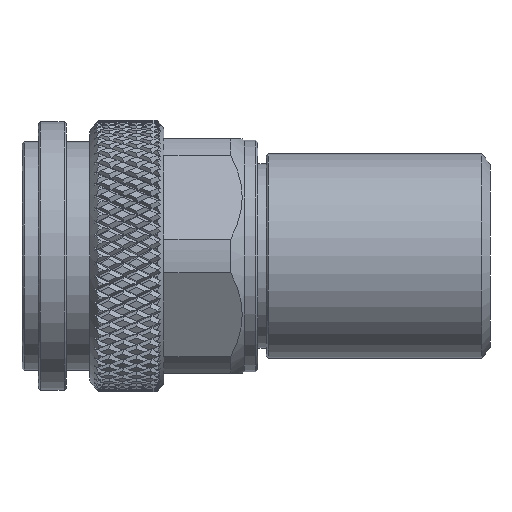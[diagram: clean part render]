
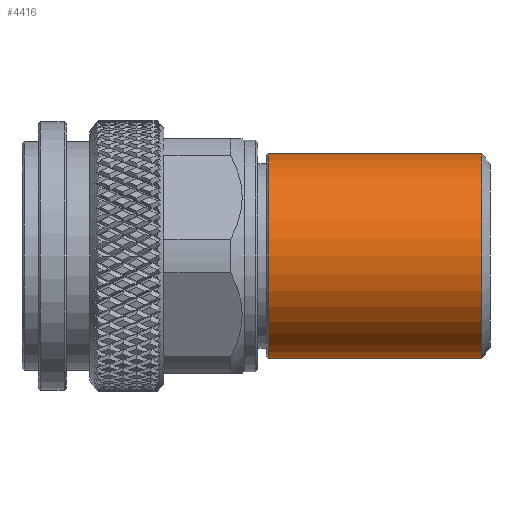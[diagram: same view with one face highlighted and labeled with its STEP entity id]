
A CAD part, front view. The second image highlights one B-rep face of the part: STEP entity #4416.
In plain terms, the highlighted cylindrical face has radius 6.1 mm (diameter 12.2 mm), a partial arc.
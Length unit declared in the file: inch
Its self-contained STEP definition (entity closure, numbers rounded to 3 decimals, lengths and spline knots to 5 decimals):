
#1210 = LINE ( 'NONE', #56571, #27893 ) ;
#1503 = CYLINDRICAL_SURFACE ( 'NONE', #9176, 0.24016 ) ;
#1743 = CARTESIAN_POINT ( 'NONE',  ( 0.57838, 0., -0.24016 ) ) ;
#3555 = DIRECTION ( 'NONE',  ( 0., 0., -1. ) ) ;
#4416 = ADVANCED_FACE ( 'NONE', ( #10660 ), #1503, .T. ) ;
#8410 = DIRECTION ( 'NONE',  ( 1., 0., 0. ) ) ;
#8658 = CARTESIAN_POINT ( 'NONE',  ( 1.07914, 0., 0. ) ) ;
#9157 = EDGE_CURVE ( 'NONE', #60125, #48321, #1210, .T. ) ;
#9176 = AXIS2_PLACEMENT_3D ( 'NONE', #61261, #41483, #30226 ) ;
#10660 = FACE_OUTER_BOUND ( 'NONE', #18377, .T. ) ;
#17595 = CARTESIAN_POINT ( 'NONE',  ( 1.07914, 0., -0.24016 ) ) ;
#18261 = AXIS2_PLACEMENT_3D ( 'NONE', #34081, #8410, #50668 ) ;
#18377 = EDGE_LOOP ( 'NONE', ( #22185, #61090, #40174, #18433 ) ) ;
#18433 = ORIENTED_EDGE ( 'NONE', *, *, #49285, .F. ) ;
#19882 = DIRECTION ( 'NONE',  ( 1., 0., 0. ) ) ;
#22185 = ORIENTED_EDGE ( 'NONE', *, *, #66295, .F. ) ;
#22481 = VERTEX_POINT ( 'NONE', #37055 ) ;
#24607 = DIRECTION ( 'NONE',  ( 1., 0., 0. ) ) ;
#25784 = CIRCLE ( 'NONE', #26073, 0.24016 ) ;
#26073 = AXIS2_PLACEMENT_3D ( 'NONE', #8658, #19882, #3555 ) ;
#26981 = VERTEX_POINT ( 'NONE', #43627 ) ;
#27893 = VECTOR ( 'NONE', #24607, 39.37008 ) ;
#29435 = VECTOR ( 'NONE', #34405, 39.37008 ) ;
#30226 = DIRECTION ( 'NONE',  ( 0., 0., -1. ) ) ;
#34081 = CARTESIAN_POINT ( 'NONE',  ( 0.57838, 0., 0. ) ) ;
#34405 = DIRECTION ( 'NONE',  ( 1., 0., 0. ) ) ;
#35186 = LINE ( 'NONE', #61456, #29435 ) ;
#37055 = CARTESIAN_POINT ( 'NONE',  ( 0.57838, 0., 0.24016 ) ) ;
#40174 = ORIENTED_EDGE ( 'NONE', *, *, #9157, .T. ) ;
#41483 = DIRECTION ( 'NONE',  ( 1., 0., 0. ) ) ;
#43627 = CARTESIAN_POINT ( 'NONE',  ( 1.07914, 0., 0.24016 ) ) ;
#45410 = CIRCLE ( 'NONE', #18261, 0.24016 ) ;
#48321 = VERTEX_POINT ( 'NONE', #17595 ) ;
#49285 = EDGE_CURVE ( 'NONE', #26981, #48321, #25784, .T. ) ;
#50668 = DIRECTION ( 'NONE',  ( 0., 0., 1. ) ) ;
#56133 = EDGE_CURVE ( 'NONE', #22481, #60125, #45410, .T. ) ;
#56571 = CARTESIAN_POINT ( 'NONE',  ( 1.09813, 0., -0.24016 ) ) ;
#60125 = VERTEX_POINT ( 'NONE', #1743 ) ;
#61090 = ORIENTED_EDGE ( 'NONE', *, *, #56133, .T. ) ;
#61261 = CARTESIAN_POINT ( 'NONE',  ( 1.09813, 0., 0. ) ) ;
#61456 = CARTESIAN_POINT ( 'NONE',  ( 1.09813, 0., 0.24016 ) ) ;
#66295 = EDGE_CURVE ( 'NONE', #22481, #26981, #35186, .T. ) ;
